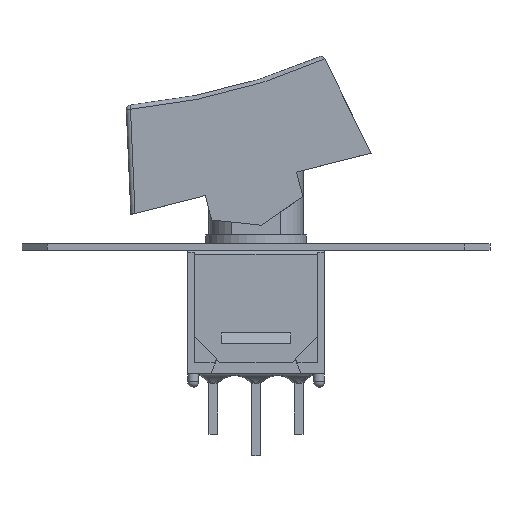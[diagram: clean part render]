
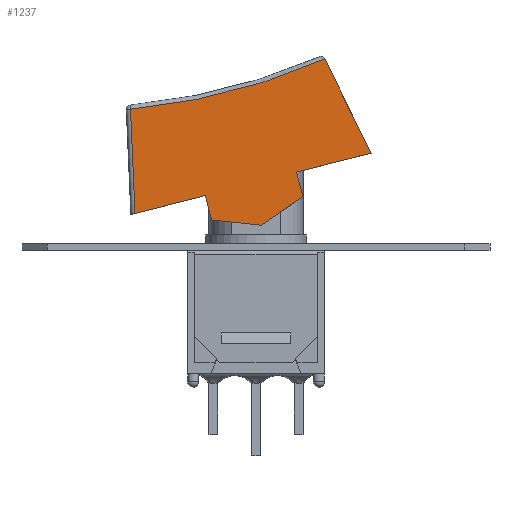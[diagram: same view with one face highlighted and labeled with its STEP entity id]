
A CAD part, front view. The second image highlights one B-rep face of the part: STEP entity #1237.
In plain terms, the highlighted planar face has unit normal (0, -1, 0).
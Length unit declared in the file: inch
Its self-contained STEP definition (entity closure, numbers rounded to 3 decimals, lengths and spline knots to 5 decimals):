
#799=CARTESIAN_POINT('',(-0.29362,-0.11496,0.61894));
#800=VERTEX_POINT('',#799);
#1062=CARTESIAN_POINT('',(0.1609,-0.11496,0.73665));
#1063=VERTEX_POINT('',#1062);
#1064=CARTESIAN_POINT('',(-0.426,-0.11496,2.06649));
#1065=DIRECTION('',(0.0,-1.0,0.0));
#1066=DIRECTION('',(0.247,0.0,-0.969));
#1067=AXIS2_PLACEMENT_3D('',#1064,#1065,#1066);
#1068=CIRCLE('',#1067,1.45359);
#1069=EDGE_CURVE('',#800,#1063,#1068,.T.);
#1089=CARTESIAN_POINT('',(-0.283,-0.11496,0.37522));
#1090=VERTEX_POINT('',#1089);
#1098=CARTESIAN_POINT('',(-0.283,-0.11496,0.37522));
#1099=DIRECTION('',(-0.044,0.0,0.999));
#1100=VECTOR('',#1099,0.24395);
#1101=LINE('',#1098,#1100);
#1102=EDGE_CURVE('',#1090,#800,#1101,.T.);
#1120=CARTESIAN_POINT('',(0.26915,-0.11496,0.51622));
#1121=VERTEX_POINT('',#1120);
#1128=CARTESIAN_POINT('',(0.09501,-0.11496,0.47175));
#1129=VERTEX_POINT('',#1128);
#1130=CARTESIAN_POINT('',(0.26915,-0.11496,0.51622));
#1131=DIRECTION('',(-0.969,0.0,-0.247));
#1132=VECTOR('',#1131,0.17972);
#1133=LINE('',#1130,#1132);
#1134=EDGE_CURVE('',#1121,#1129,#1133,.T.);
#1178=CARTESIAN_POINT('',(0.1609,-0.11496,0.73665));
#1179=DIRECTION('',(0.441,0.0,-0.898));
#1180=VECTOR('',#1179,0.24557);
#1181=LINE('',#1178,#1180);
#1182=EDGE_CURVE('',#1063,#1121,#1181,.T.);
#1188=CARTESIAN_POINT('',(0.32571,-0.11496,0.40989));
#1189=DIRECTION('',(0.0,-1.0,0.0));
#1190=DIRECTION('',(0.0,0.0,-1.0));
#1191=AXIS2_PLACEMENT_3D('',#1188,#1189,#1190);
#1192=PLANE('',#1191);
#1193=ORIENTED_EDGE('',*,*,#1069,.F.);
#1194=ORIENTED_EDGE('',*,*,#1102,.F.);
#1195=CARTESIAN_POINT('',(-0.11861,-0.11496,0.4172));
#1196=VERTEX_POINT('',#1195);
#1197=CARTESIAN_POINT('',(-0.11861,-0.11496,0.4172));
#1198=DIRECTION('',(-0.969,0.0,-0.247));
#1199=VECTOR('',#1198,0.16967);
#1200=LINE('',#1197,#1199);
#1201=EDGE_CURVE('',#1196,#1090,#1200,.T.);
#1202=ORIENTED_EDGE('',*,*,#1201,.F.);
#1203=CARTESIAN_POINT('',(-0.104,-0.11496,0.35998));
#1204=VERTEX_POINT('',#1203);
#1205=CARTESIAN_POINT('',(-0.104,-0.11496,0.35998));
#1206=DIRECTION('',(-0.247,0.0,0.969));
#1207=VECTOR('',#1206,0.05906);
#1208=LINE('',#1205,#1207);
#1209=EDGE_CURVE('',#1204,#1196,#1208,.T.);
#1210=ORIENTED_EDGE('',*,*,#1209,.F.);
#1211=CARTESIAN_POINT('',(0.01294,-0.11496,0.34759));
#1212=VERTEX_POINT('',#1211);
#1213=CARTESIAN_POINT('',(0.01294,-0.11496,0.34759));
#1214=DIRECTION('',(-0.994,0.0,0.105));
#1215=VECTOR('',#1214,0.11759);
#1216=LINE('',#1213,#1215);
#1217=EDGE_CURVE('',#1212,#1204,#1216,.T.);
#1218=ORIENTED_EDGE('',*,*,#1217,.F.);
#1219=CARTESIAN_POINT('',(0.10962,-0.11496,0.41453));
#1220=VERTEX_POINT('',#1219);
#1221=CARTESIAN_POINT('',(0.10962,-0.11496,0.41453));
#1222=DIRECTION('',(-0.822,0.0,-0.569));
#1223=VECTOR('',#1222,0.11759);
#1224=LINE('',#1221,#1223);
#1225=EDGE_CURVE('',#1220,#1212,#1224,.T.);
#1226=ORIENTED_EDGE('',*,*,#1225,.F.);
#1227=CARTESIAN_POINT('',(0.09501,-0.11496,0.47175));
#1228=DIRECTION('',(0.247,0.0,-0.969));
#1229=VECTOR('',#1228,0.05906);
#1230=LINE('',#1227,#1229);
#1231=EDGE_CURVE('',#1129,#1220,#1230,.T.);
#1232=ORIENTED_EDGE('',*,*,#1231,.F.);
#1233=ORIENTED_EDGE('',*,*,#1134,.F.);
#1234=ORIENTED_EDGE('',*,*,#1182,.F.);
#1235=EDGE_LOOP('',(#1193,#1194,#1202,#1210,#1218,#1226,#1232,#1233,#1234));
#1236=FACE_OUTER_BOUND('',#1235,.T.);
#1237=ADVANCED_FACE('',(#1236),#1192,.T.);
